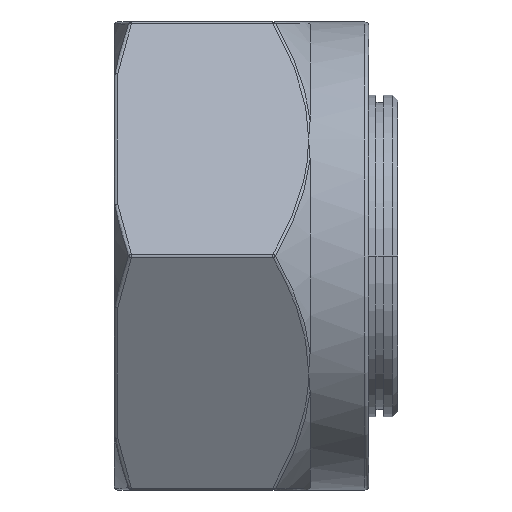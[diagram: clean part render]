
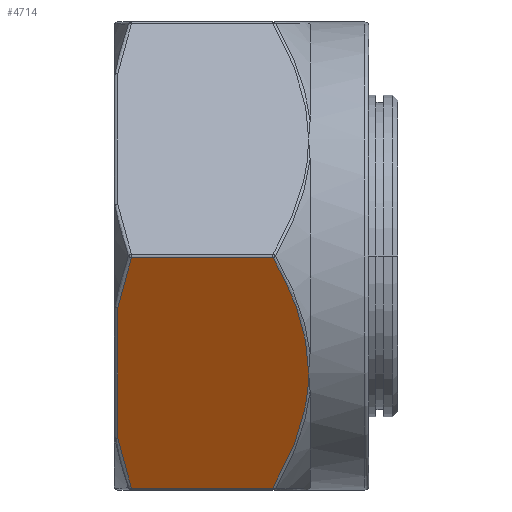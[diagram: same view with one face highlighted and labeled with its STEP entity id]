
A CAD part, front view. The second image highlights one B-rep face of the part: STEP entity #4714.
In plain terms, the highlighted planar face has unit normal (0, -0.866, -0.5).
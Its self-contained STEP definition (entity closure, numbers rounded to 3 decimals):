
#1703=CARTESIAN_POINT('',(-6.54,-9.31,
-15.875));
#1704=CARTESIAN_POINT('',(-6.366,-9.484,
-15.573));
#1705=CARTESIAN_POINT('',(-6.033,-9.832,
-14.971));
#1706=CARTESIAN_POINT('',(-5.577,-10.361,
-14.055));
#1707=CARTESIAN_POINT('',(-5.192,-10.866,
-13.18));
#1708=CARTESIAN_POINT('',(-4.858,-11.373,
-12.302));
#1709=CARTESIAN_POINT('',(-4.579,-11.886,
-11.413));
#1710=CARTESIAN_POINT('',(-4.373,-12.371,
-10.572));
#1711=CARTESIAN_POINT('',(-4.236,-12.808,
-9.816));
#1712=CARTESIAN_POINT('',(-4.153,-13.195,
-9.145));
#1713=CARTESIAN_POINT('',(-4.112,-13.54,
-8.549));
#1714=CARTESIAN_POINT('',(-4.104,-13.754,
-8.177));
#1715=CARTESIAN_POINT('',(-4.104,-13.856,
-8.));
#1717=DIRECTION('',(-1.,0.,0.));
#1718=VECTOR('',#1717,9.678);
#1719=CARTESIAN_POINT('',(-6.54,-9.31,
-15.875));
#1720=LINE('',#1719,#1718);
#1721=CARTESIAN_POINT('',(-17.15,-11.278,
-12.467));
#1722=CARTESIAN_POINT('',(-17.097,-11.131,
-12.721));
#1723=CARTESIAN_POINT('',(-16.985,-10.839,
-13.226));
#1724=CARTESIAN_POINT('',(-16.785,-10.387,
-14.01));
#1725=CARTESIAN_POINT('',(-16.585,-9.979,
-14.715));
#1726=CARTESIAN_POINT('',(-16.396,-9.623,
-15.333));
#1727=CARTESIAN_POINT('',(-16.276,-9.41,
-15.702));
#1728=CARTESIAN_POINT('',(-16.218,-9.31,
-15.875));
#1730=DIRECTION('',(0.,-0.5,0.866));
#1731=VECTOR('',#1730,10.315);
#1732=CARTESIAN_POINT('',(-17.15,-11.278,
-12.467));
#1733=LINE('',#1732,#1731);
#1734=CARTESIAN_POINT('',(-16.218,-18.403,
-0.125));
#1735=CARTESIAN_POINT('',(-16.285,-18.287,
-0.326));
#1736=CARTESIAN_POINT('',(-16.41,-18.065,
-0.71));
#1737=CARTESIAN_POINT('',(-16.569,-17.763,
-1.233));
#1738=CARTESIAN_POINT('',(-16.706,-17.488,
-1.71));
#1739=CARTESIAN_POINT('',(-16.824,-17.236,
-2.146));
#1740=CARTESIAN_POINT('',(-16.926,-17.006,
-2.544));
#1741=CARTESIAN_POINT('',(-17.013,-16.796,
-2.908));
#1742=CARTESIAN_POINT('',(-17.087,-16.606,
-3.237));
#1743=CARTESIAN_POINT('',(-17.13,-16.49,
-3.438));
#1744=CARTESIAN_POINT('',(-17.15,-16.435,
-3.533));
#1746=DIRECTION('',(-1.,0.,0.));
#1747=VECTOR('',#1746,9.678);
#1748=CARTESIAN_POINT('',(-6.54,-18.403,
-0.125));
#1749=LINE('',#1748,#1747);
#1750=CARTESIAN_POINT('',(-4.104,-13.856,
-8.));
#1751=CARTESIAN_POINT('',(-4.104,-14.018,
-7.721));
#1752=CARTESIAN_POINT('',(-4.123,-14.339,
-7.163));
#1753=CARTESIAN_POINT('',(-4.214,-14.831,
-6.311));
#1754=CARTESIAN_POINT('',(-4.356,-15.296,
-5.506));
#1755=CARTESIAN_POINT('',(-4.544,-15.751,
-4.719));
#1756=CARTESIAN_POINT('',(-4.795,-16.232,
-3.885));
#1757=CARTESIAN_POINT('',(-5.132,-16.764,
-2.963));
#1758=CARTESIAN_POINT('',(-5.582,-17.361,
-1.929));
#1759=CARTESIAN_POINT('',(-6.078,-17.93,
-0.944));
#1760=CARTESIAN_POINT('',(-6.389,-18.252,
-0.386));
#1761=CARTESIAN_POINT('',(-6.54,-18.403,
-0.125));
#2612=VERTEX_POINT('',#1703);
#2613=VERTEX_POINT('',#1715);
#2685=CARTESIAN_POINT('',(-16.218,-9.31,
-15.875));
#2686=VERTEX_POINT('',#2685);
#2689=VERTEX_POINT('',#1721);
#2695=CARTESIAN_POINT('',(-17.15,-16.435,
-3.533));
#2696=VERTEX_POINT('',#2695);
#2700=VERTEX_POINT('',#1761);
#2704=CARTESIAN_POINT('',(-16.218,-18.403,
-0.125));
#2705=VERTEX_POINT('',#2704);
#4695=CARTESIAN_POINT('',(0.,-18.475,0.));
#4696=DIRECTION('',(0.,-0.866,-0.5));
#4697=DIRECTION('',(0.,0.5,-0.866));
#4698=AXIS2_PLACEMENT_3D('',#4695,#4696,#4697);
#4699=PLANE('',#4698);
#4700=ORIENTED_EDGE('',*,*,#4509,.F.);
#4702=ORIENTED_EDGE('',*,*,#4701,.T.);
#4704=ORIENTED_EDGE('',*,*,#4703,.F.);
#4706=ORIENTED_EDGE('',*,*,#4705,.T.);
#4708=ORIENTED_EDGE('',*,*,#4707,.F.);
#4710=ORIENTED_EDGE('',*,*,#4709,.F.);
#4711=ORIENTED_EDGE('',*,*,#4685,.F.);
#4712=EDGE_LOOP('',(#4700,#4702,#4704,#4706,#4708,#4710,#4711));
#4713=FACE_OUTER_BOUND('',#4712,.F.);
#1716=B_SPLINE_CURVE_WITH_KNOTS('',3,(#1703,#1704,#1705,#1706,#1707,#1708,#1709,
#1710,#1711,#1712,#1713,#1714,#1715),.UNSPECIFIED.,.F.,.F.,(4,1,1,1,1,1,1,1,1,1,
4),(0.,0.1,0.2,0.3,0.4,0.5,0.6,0.7,0.8,0.9,1.),
.UNSPECIFIED.);
#1729=B_SPLINE_CURVE_WITH_KNOTS('',3,(#1721,#1722,#1723,#1724,#1725,#1726,#1727,
#1728),.UNSPECIFIED.,.F.,.F.,(4,1,1,1,1,4),(0.,0.2,0.4,0.6,0.8,1.),
.UNSPECIFIED.);
#1745=B_SPLINE_CURVE_WITH_KNOTS('',3,(#1734,#1735,#1736,#1737,#1738,#1739,#1740,
#1741,#1742,#1743,#1744),.UNSPECIFIED.,.F.,.F.,(4,1,1,1,1,1,1,1,4),(0.,
0.125,0.25,0.375,0.5,0.625,0.75,0.875,1.),.UNSPECIFIED.);
#1762=B_SPLINE_CURVE_WITH_KNOTS('',3,(#1750,#1751,#1752,#1753,#1754,#1755,#1756,
#1757,#1758,#1759,#1760,#1761),.UNSPECIFIED.,.F.,.F.,(4,1,1,1,1,1,1,1,1,4),
(0.,0.111,0.222,0.333,0.444,
0.556,0.667,0.778,0.889,1.),
.UNSPECIFIED.);
#4509=EDGE_CURVE('',#2612,#2613,#1716,.T.);
#4685=EDGE_CURVE('',#2613,#2700,#1762,.T.);
#4701=EDGE_CURVE('',#2612,#2686,#1720,.T.);
#4703=EDGE_CURVE('',#2689,#2686,#1729,.T.);
#4705=EDGE_CURVE('',#2689,#2696,#1733,.T.);
#4707=EDGE_CURVE('',#2705,#2696,#1745,.T.);
#4709=EDGE_CURVE('',#2700,#2705,#1749,.T.);
#4714=ADVANCED_FACE('',(#4713),#4699,.T.);
